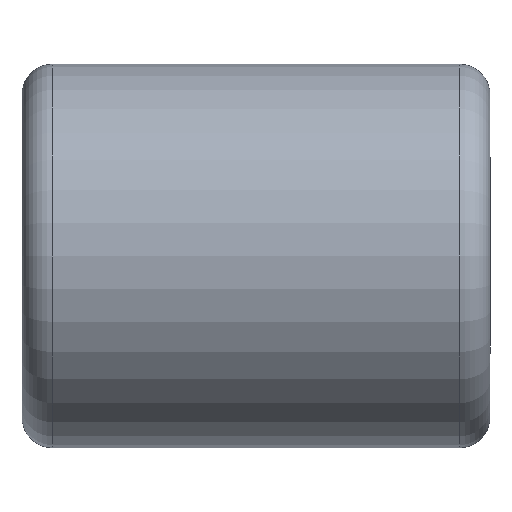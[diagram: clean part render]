
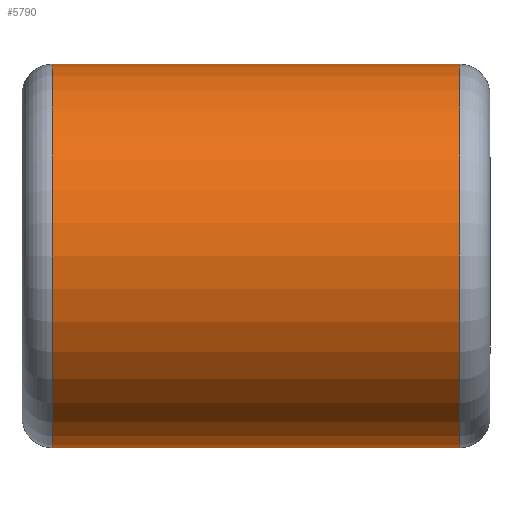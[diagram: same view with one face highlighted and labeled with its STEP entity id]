
A CAD part, front view. The second image highlights one B-rep face of the part: STEP entity #5790.
In plain terms, the highlighted cylindrical face has radius 41 mm (diameter 82 mm), a partial arc.
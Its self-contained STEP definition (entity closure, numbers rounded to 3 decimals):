
#164 = LINE ( 'NONE', #2611, #1940 ) ;
#230 = DIRECTION ( 'NONE',  ( 0., 0., 1. ) ) ;
#302 = VERTEX_POINT ( 'NONE', #5299 ) ;
#485 = DIRECTION ( 'NONE',  ( 0., 0., -1. ) ) ;
#838 = DIRECTION ( 'NONE',  ( 1., 0., 0. ) ) ;
#875 = CARTESIAN_POINT ( 'NONE',  ( -57.637, 0., 332.987 ) ) ;
#937 = CARTESIAN_POINT ( 'NONE',  ( -43.5, 0., 332.987 ) ) ;
#1107 = DIRECTION ( 'NONE',  ( -1., 0., 0. ) ) ;
#1211 = CARTESIAN_POINT ( 'NONE',  ( -57.637, 0., 291.987 ) ) ;
#1275 = ORIENTED_EDGE ( 'NONE', *, *, #6167, .T. ) ;
#1453 = CARTESIAN_POINT ( 'NONE',  ( -43.5, 0., 291.987 ) ) ;
#1698 = ORIENTED_EDGE ( 'NONE', *, *, #2088, .T. ) ;
#1935 = VECTOR ( 'NONE', #4298, 1000. ) ;
#1940 = VECTOR ( 'NONE', #5972, 1000. ) ;
#2088 = EDGE_CURVE ( 'NONE', #3296, #302, #6066, .T. ) ;
#2598 = CIRCLE ( 'NONE', #5268, 41. ) ;
#2611 = CARTESIAN_POINT ( 'NONE',  ( -57.637, 0., 250.987 ) ) ;
#2628 = VERTEX_POINT ( 'NONE', #937 ) ;
#3061 = ORIENTED_EDGE ( 'NONE', *, *, #3926, .F. ) ;
#3187 = DIRECTION ( 'NONE',  ( -1., 0., 0. ) ) ;
#3219 = CARTESIAN_POINT ( 'NONE',  ( 43.5, 0., 291.987 ) ) ;
#3296 = VERTEX_POINT ( 'NONE', #5707 ) ;
#3363 = CARTESIAN_POINT ( 'NONE',  ( -43.5, 0., 250.987 ) ) ;
#3674 = AXIS2_PLACEMENT_3D ( 'NONE', #3219, #3187, #230 ) ;
#3797 = EDGE_CURVE ( 'NONE', #302, #2628, #4932, .T. ) ;
#3926 = EDGE_CURVE ( 'NONE', #3296, #4943, #164, .T. ) ;
#4062 = EDGE_LOOP ( 'NONE', ( #3061, #1698, #5144, #1275 ) ) ;
#4089 = CYLINDRICAL_SURFACE ( 'NONE', #4217, 41. ) ;
#4217 = AXIS2_PLACEMENT_3D ( 'NONE', #1211, #1107, #6083 ) ;
#4298 = DIRECTION ( 'NONE',  ( -1., 0., 0. ) ) ;
#4932 = LINE ( 'NONE', #875, #1935 ) ;
#4943 = VERTEX_POINT ( 'NONE', #3363 ) ;
#5068 = FACE_OUTER_BOUND ( 'NONE', #4062, .T. ) ;
#5144 = ORIENTED_EDGE ( 'NONE', *, *, #3797, .T. ) ;
#5268 = AXIS2_PLACEMENT_3D ( 'NONE', #1453, #838, #485 ) ;
#5299 = CARTESIAN_POINT ( 'NONE',  ( 43.5, 0., 332.987 ) ) ;
#5707 = CARTESIAN_POINT ( 'NONE',  ( 43.5, 0., 250.987 ) ) ;
#5790 = ADVANCED_FACE ( 'NONE', ( #5068 ), #4089, .T. ) ;
#5972 = DIRECTION ( 'NONE',  ( -1., 0., 0. ) ) ;
#6066 = CIRCLE ( 'NONE', #3674, 41. ) ;
#6083 = DIRECTION ( 'NONE',  ( 0., 0., 1. ) ) ;
#6167 = EDGE_CURVE ( 'NONE', #2628, #4943, #2598, .T. ) ;
